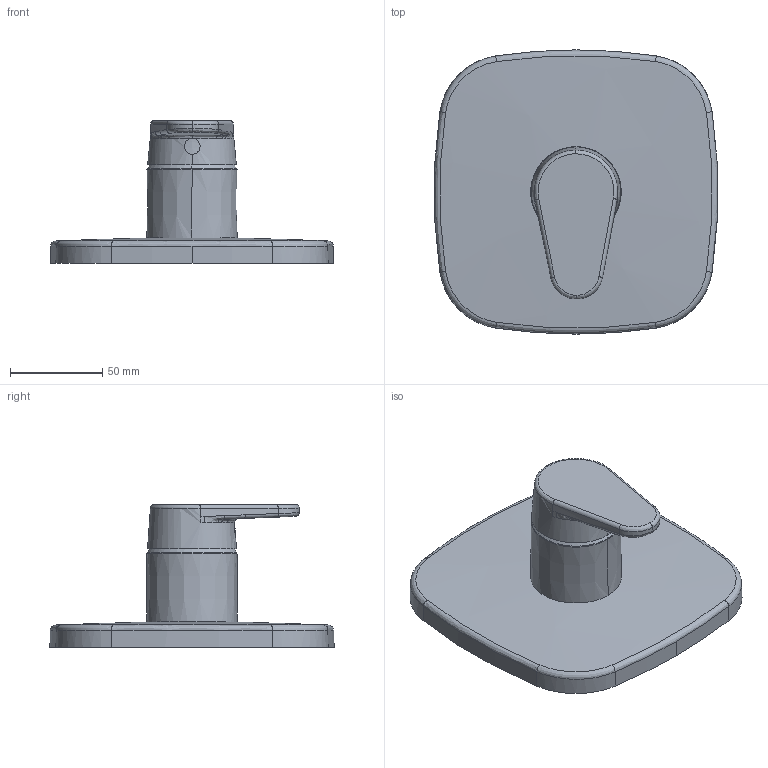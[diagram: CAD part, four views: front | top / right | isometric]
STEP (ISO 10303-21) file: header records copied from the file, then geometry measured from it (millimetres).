
FILE_DESCRIPTION (( 'STEP AP203' ), '1' );
FILE_NAME ('2268C(2017)+80649013.STEP', '2017-05-31T04:52:24', ( '' ), ( '' ), 'SwSTEP 2.0', 'SolidWorks 2016', '' );
FILE_SCHEMA (( 'CONFIG_CONTROL_DESIGN' ));
Length unit declared in the file: millimetre
Products named in the file (1): 2268C(2017)+80649013
Bounding box: 153.27 x 154.01 x 77.4 mm (x, y, z)
Volume: 399770.9 mm3; surface area: 60633.8 mm2
Topology: 1 solids, 1 shells, 58 faces, 143 edges, 89 vertices
Faces by surface type: bspline 38, cone 12, plane 4, torus 2, sphere 2
Entity records: 6801 total; most frequent: CARTESIAN_POINT 5675, ORIENTED_EDGE 286, EDGE_CURVE 143, DIRECTION 111, VERTEX_POINT 89, B_SPLINE_CURVE_WITH_KNOTS 89, EDGE_LOOP 60, ADVANCED_FACE 58
